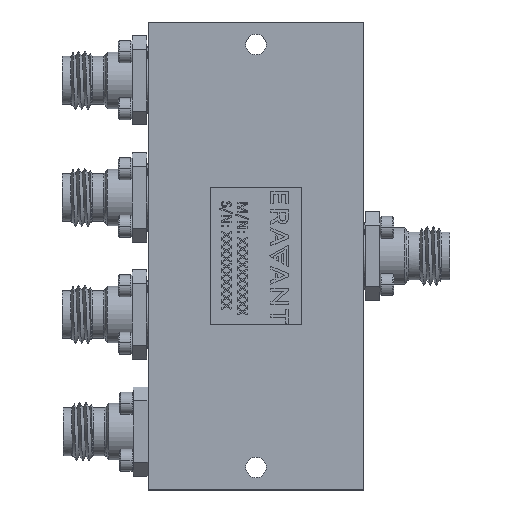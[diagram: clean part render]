
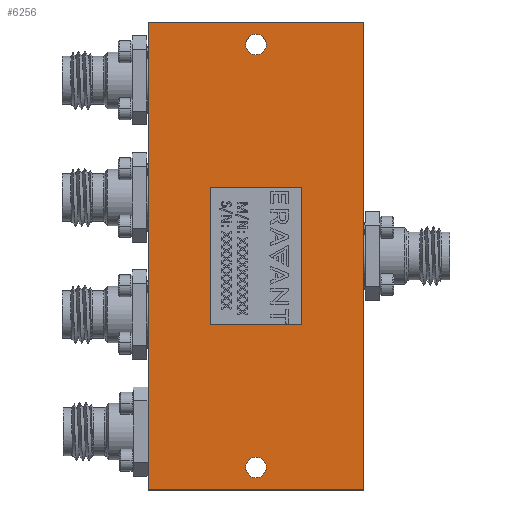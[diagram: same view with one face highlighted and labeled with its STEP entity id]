
A CAD part, top view. The second image highlights one B-rep face of the part: STEP entity #6256.
In plain terms, the highlighted planar face has unit normal (0, 0, 1).
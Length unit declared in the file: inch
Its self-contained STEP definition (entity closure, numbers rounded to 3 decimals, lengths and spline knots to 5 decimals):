
#528 = DIRECTION ( 'NONE',  ( 0., 1., 0. ) ) ;
#2171 = ORIENTED_EDGE ( 'NONE', *, *, #21389, .F. ) ;
#2767 = CIRCLE ( 'NONE', #89018, 0.045 ) ;
#4050 = VERTEX_POINT ( 'NONE', #49215 ) ;
#5154 = CARTESIAN_POINT ( 'NONE',  ( 0.47244, 1.94882, 0.3937 ) ) ;
#5714 = ORIENTED_EDGE ( 'NONE', *, *, #79934, .F. ) ;
#6256 = ADVANCED_FACE ( 'NONE', ( #88413, #96055, #48705 ), #11461, .F. ) ;
#7685 = VERTEX_POINT ( 'NONE', #79296 ) ;
#8672 = AXIS2_PLACEMENT_3D ( 'NONE', #58162, #71963, #33257 ) ;
#8729 = CARTESIAN_POINT ( 'NONE',  ( 0.47244, 0.09843, 0.3937 ) ) ;
#11217 = DIRECTION ( 'NONE',  ( 1., 0., 0. ) ) ;
#11461 = PLANE ( 'NONE',  #100272 ) ;
#13811 = DIRECTION ( 'NONE',  ( 1., 0., 0. ) ) ;
#15758 = ORIENTED_EDGE ( 'NONE', *, *, #44619, .T. ) ;
#17394 = DIRECTION ( 'NONE',  ( 1., 0., 0. ) ) ;
#18112 = DIRECTION ( 'NONE',  ( -1., 0., 0. ) ) ;
#19998 = CIRCLE ( 'NONE', #8672, 0.045 ) ;
#21389 = EDGE_CURVE ( 'NONE', #76136, #4050, #19998, .T. ) ;
#23562 = EDGE_CURVE ( 'NONE', #40412, #27870, #39891, .T. ) ;
#24198 = ORIENTED_EDGE ( 'NONE', *, *, #83250, .F. ) ;
#24330 = CARTESIAN_POINT ( 'NONE',  ( 0., 2.04724, 0.3937 ) ) ;
#24832 = DIRECTION ( 'NONE',  ( 1., 0., 0. ) ) ;
#25030 = CARTESIAN_POINT ( 'NONE',  ( 0., 0., 0.3937 ) ) ;
#26001 = EDGE_LOOP ( 'NONE', ( #42640, #61966, #15758, #49004 ) ) ;
#26998 = VERTEX_POINT ( 'NONE', #63498 ) ;
#27870 = VERTEX_POINT ( 'NONE', #74624 ) ;
#29254 = CARTESIAN_POINT ( 'NONE',  ( 0.42744, 0.09843, 0.3937 ) ) ;
#31312 = CARTESIAN_POINT ( 'NONE',  ( 0.51744, 1.94882, 0.3937 ) ) ;
#31688 = VECTOR ( 'NONE', #100211, 39.37008 ) ;
#33257 = DIRECTION ( 'NONE',  ( 1., 0., 0. ) ) ;
#33329 = AXIS2_PLACEMENT_3D ( 'NONE', #51153, #42013, #66406 ) ;
#33410 = CIRCLE ( 'NONE', #90345, 0.045 ) ;
#39719 = ORIENTED_EDGE ( 'NONE', *, *, #23562, .F. ) ;
#39891 = CIRCLE ( 'NONE', #33329, 0.045 ) ;
#40138 = LINE ( 'NONE', #24330, #64626 ) ;
#40412 = VERTEX_POINT ( 'NONE', #31312 ) ;
#42013 = DIRECTION ( 'NONE',  ( 0., 0., 1. ) ) ;
#42640 = ORIENTED_EDGE ( 'NONE', *, *, #75754, .F. ) ;
#44619 = EDGE_CURVE ( 'NONE', #7685, #26998, #53540, .T. ) ;
#45960 = VECTOR ( 'NONE', #528, 39.37008 ) ;
#46202 = CARTESIAN_POINT ( 'NONE',  ( 0., 0., 0.3937 ) ) ;
#48705 = FACE_OUTER_BOUND ( 'NONE', #26001, .T. ) ;
#49004 = ORIENTED_EDGE ( 'NONE', *, *, #67610, .F. ) ;
#49215 = CARTESIAN_POINT ( 'NONE',  ( 0.51744, 0.09843, 0.3937 ) ) ;
#51153 = CARTESIAN_POINT ( 'NONE',  ( 0.47244, 1.94882, 0.3937 ) ) ;
#53540 = LINE ( 'NONE', #93273, #45960 ) ;
#55845 = CARTESIAN_POINT ( 'NONE',  ( 0., 0., 0.3937 ) ) ;
#56962 = VERTEX_POINT ( 'NONE', #55845 ) ;
#58162 = CARTESIAN_POINT ( 'NONE',  ( 0.47244, 0.09843, 0.3937 ) ) ;
#59669 = EDGE_LOOP ( 'NONE', ( #39719, #24198 ) ) ;
#59676 = DIRECTION ( 'NONE',  ( 0., 0., 1. ) ) ;
#61966 = ORIENTED_EDGE ( 'NONE', *, *, #77836, .T. ) ;
#63064 = EDGE_LOOP ( 'NONE', ( #5714, #2171 ) ) ;
#63498 = CARTESIAN_POINT ( 'NONE',  ( 0.94488, 2.04724, 0.3937 ) ) ;
#64626 = VECTOR ( 'NONE', #24832, 39.37008 ) ;
#66406 = DIRECTION ( 'NONE',  ( 1., 0., 0. ) ) ;
#67610 = EDGE_CURVE ( 'NONE', #93985, #26998, #40138, .T. ) ;
#69030 = VECTOR ( 'NONE', #17394, 39.37008 ) ;
#69887 = LINE ( 'NONE', #25030, #69030 ) ;
#71963 = DIRECTION ( 'NONE',  ( 0., 0., 1. ) ) ;
#74624 = CARTESIAN_POINT ( 'NONE',  ( 0.42744, 1.94882, 0.3937 ) ) ;
#75754 = EDGE_CURVE ( 'NONE', #56962, #93985, #83913, .T. ) ;
#76136 = VERTEX_POINT ( 'NONE', #29254 ) ;
#77836 = EDGE_CURVE ( 'NONE', #56962, #7685, #69887, .T. ) ;
#79296 = CARTESIAN_POINT ( 'NONE',  ( 0.94488, 0., 0.3937 ) ) ;
#79529 = DIRECTION ( 'NONE',  ( 0., 0., 1. ) ) ;
#79934 = EDGE_CURVE ( 'NONE', #4050, #76136, #33410, .T. ) ;
#83250 = EDGE_CURVE ( 'NONE', #27870, #40412, #2767, .T. ) ;
#83913 = LINE ( 'NONE', #46202, #31688 ) ;
#87909 = CARTESIAN_POINT ( 'NONE',  ( 0., 0., 0.3937 ) ) ;
#88413 = FACE_BOUND ( 'NONE', #59669, .T. ) ;
#89018 = AXIS2_PLACEMENT_3D ( 'NONE', #5154, #59676, #13811 ) ;
#90090 = CARTESIAN_POINT ( 'NONE',  ( 0., 2.04724, 0.3937 ) ) ;
#90345 = AXIS2_PLACEMENT_3D ( 'NONE', #8729, #79529, #11217 ) ;
#93273 = CARTESIAN_POINT ( 'NONE',  ( 0.94488, 0., 0.3937 ) ) ;
#93985 = VERTEX_POINT ( 'NONE', #90090 ) ;
#95072 = DIRECTION ( 'NONE',  ( 0., 0., -1. ) ) ;
#96055 = FACE_BOUND ( 'NONE', #63064, .T. ) ;
#100211 = DIRECTION ( 'NONE',  ( 0., 1., 0. ) ) ;
#100272 = AXIS2_PLACEMENT_3D ( 'NONE', #87909, #95072, #18112 ) ;
